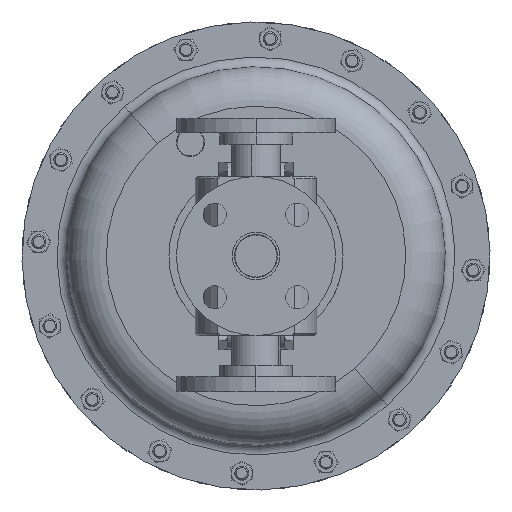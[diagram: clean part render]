
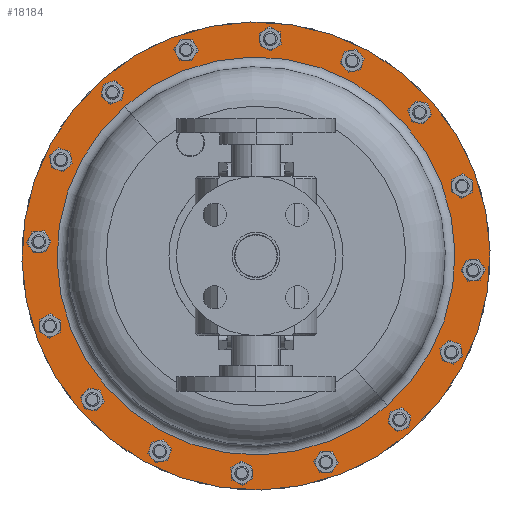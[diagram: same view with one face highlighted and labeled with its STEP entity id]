
A CAD part, front view. The second image highlights one B-rep face of the part: STEP entity #18184.
In plain terms, the highlighted planar face has unit normal (0, -1, 0).
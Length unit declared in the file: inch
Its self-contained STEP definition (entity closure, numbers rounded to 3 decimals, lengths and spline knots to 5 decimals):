
#353 = PLANE ( 'NONE',  #9389 ) ;
#445 = DIRECTION ( 'NONE',  ( 0.659, 0., -0.752 ) ) ;
#954 = EDGE_CURVE ( 'NONE', #22046, #22004, #15082, .T. ) ;
#1432 = AXIS2_PLACEMENT_3D ( 'NONE', #7516, #22389, #9651 ) ;
#1685 = DIRECTION ( 'NONE',  ( 0., 1., 0. ) ) ;
#1743 = CARTESIAN_POINT ( 'NONE',  ( -4.12091, 9.562, 6.824 ) ) ;
#1753 = CARTESIAN_POINT ( 'NONE',  ( 3.50442, 9.562, -1.87103 ) ) ;
#4403 = DIRECTION ( 'NONE',  ( 0., 1., 0. ) ) ;
#4939 = ORIENTED_EDGE ( 'NONE', *, *, #19797, .T. ) ;
#7516 = CARTESIAN_POINT ( 'NONE',  ( 0., 9.562, 2.125 ) ) ;
#8452 = DIRECTION ( 'NONE',  ( 0., 1., 0. ) ) ;
#9389 = AXIS2_PLACEMENT_3D ( 'NONE', #11100, #13252, #445 ) ;
#9529 = VERTEX_POINT ( 'NONE', #15226 ) ;
#9651 = DIRECTION ( 'NONE',  ( -0.659, 0., 0.752 ) ) ;
#11046 = ORIENTED_EDGE ( 'NONE', *, *, #20039, .F. ) ;
#11100 = CARTESIAN_POINT ( 'NONE',  ( 4.699, 9.562, 6.24591 ) ) ;
#12449 = EDGE_CURVE ( 'NONE', #20716, #9529, #24160, .T. ) ;
#12495 = CARTESIAN_POINT ( 'NONE',  ( -3.50442, 9.562, 6.12103 ) ) ;
#13252 = DIRECTION ( 'NONE',  ( 0., -1., 0. ) ) ;
#13592 = AXIS2_PLACEMENT_3D ( 'NONE', #14486, #1685, #16632 ) ;
#14486 = CARTESIAN_POINT ( 'NONE',  ( 0., 9.562, 2.125 ) ) ;
#15082 = CIRCLE ( 'NONE', #13592, 5.315 ) ;
#15226 = CARTESIAN_POINT ( 'NONE',  ( 4.12091, 9.562, -2.574 ) ) ;
#15363 = AXIS2_PLACEMENT_3D ( 'NONE', #17173, #4403, #19326 ) ;
#15576 = EDGE_LOOP ( 'NONE', ( #23297, #11046 ) ) ;
#15684 = FACE_OUTER_BOUND ( 'NONE', #15576, .T. ) ;
#16632 = DIRECTION ( 'NONE',  ( -0.659, 0., 0.752 ) ) ;
#17173 = CARTESIAN_POINT ( 'NONE',  ( 0., 9.562, 2.125 ) ) ;
#18184 = ADVANCED_FACE ( 'NONE', ( #21337, #15684 ), #353, .T. ) ;
#18265 = ORIENTED_EDGE ( 'NONE', *, *, #954, .T. ) ;
#18295 = CIRCLE ( 'NONE', #1432, 6.25 ) ;
#19326 = DIRECTION ( 'NONE',  ( -0.659, 0., 0.752 ) ) ;
#19797 = EDGE_CURVE ( 'NONE', #22004, #22046, #26550, .T. ) ;
#20039 = EDGE_CURVE ( 'NONE', #9529, #20716, #18295, .T. ) ;
#20127 = EDGE_LOOP ( 'NONE', ( #18265, #4939 ) ) ;
#20716 = VERTEX_POINT ( 'NONE', #1743 ) ;
#21221 = CARTESIAN_POINT ( 'NONE',  ( 0., 9.562, 2.125 ) ) ;
#21337 = FACE_BOUND ( 'NONE', #20127, .T. ) ;
#22004 = VERTEX_POINT ( 'NONE', #1753 ) ;
#22046 = VERTEX_POINT ( 'NONE', #12495 ) ;
#22389 = DIRECTION ( 'NONE',  ( 0., 1., 0. ) ) ;
#23297 = ORIENTED_EDGE ( 'NONE', *, *, #12449, .F. ) ;
#23328 = DIRECTION ( 'NONE',  ( -0.659, 0., 0.752 ) ) ;
#24160 = CIRCLE ( 'NONE', #15363, 6.25 ) ;
#26550 = CIRCLE ( 'NONE', #26725, 5.315 ) ;
#26725 = AXIS2_PLACEMENT_3D ( 'NONE', #21221, #8452, #23328 ) ;
